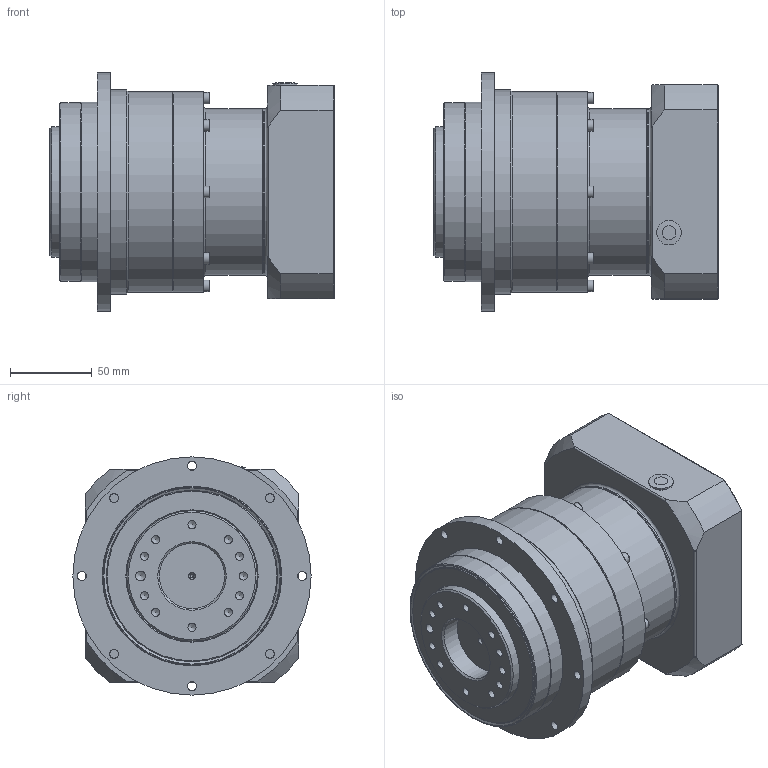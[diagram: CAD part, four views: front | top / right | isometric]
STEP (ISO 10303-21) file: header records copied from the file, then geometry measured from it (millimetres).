
FILE_DESCRIPTION(/* description */ (''),/* implementation_level */ '2;1');
FILE_NAME(/* name */ 'NF11000A1-130A.stp',/* time_stamp */ '2018-11-19T12:21:41+09:00',/* author */ ('Y.J.JI'),/* organization */ (''),/* preprocessor_version */ 'ST-DEVELOPER v15.6',/* originating_system */ 'Autodesk Inventor 2015',/* authorisation */ '');
FILE_SCHEMA (('AUTOMOTIVE_DESIGN { 1 0 10303 214 3 1 1 }'));
Length unit declared in the file: millimetre
Products named in the file (1): NF11000A1-130A
Bounding box: 174 x 146 x 146 mm (x, y, z)
Volume: 1467656.3 mm3; surface area: 211426.5 mm2
Topology: 1 solids, 32 shells, 475 faces, 1096 edges, 708 vertices
Faces by surface type: plane 205, cylinder 139, cone 89, torus 38, sphere 4
Full cylindrical faces by diameter (mm): 2 x1, 3.242 x8, 4 x8, 4.6 x8, 4.917 x17, 5.5 x8, 6 x7, 6.6 x6, 6.647 x5, 7 x9, 8 x2, 9 x1, 10 x6, 11 x6, 13 x1, 14.5 x1, 15 x1, 40 x1, 72 x1, 75 x1, 78 x3, 80 x2, 82 x1, 97.75 x1, 102 x2, 105 x2, 109.5 x1, 110 x2, 123 x2, 125 x1
Entity records: 11943 total; most frequent: CARTESIAN_POINT 2370, DIRECTION 1949, ORIENTED_EDGE 1514, AXIS2_PLACEMENT_3D 836, EDGE_LOOP 782, EDGE_CURVE 757, VERTEX_POINT 597, FACE_OUTER_BOUND 475
